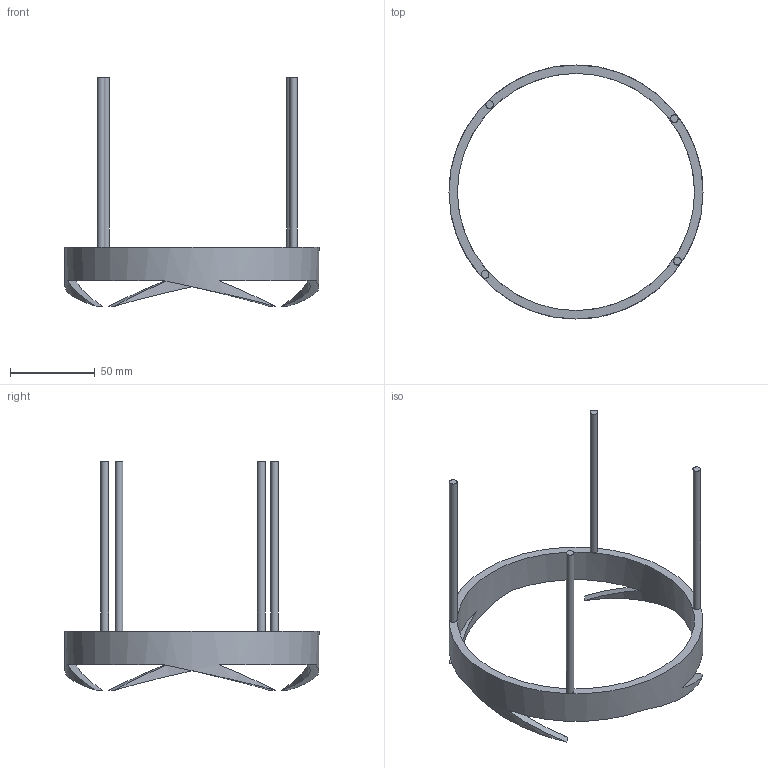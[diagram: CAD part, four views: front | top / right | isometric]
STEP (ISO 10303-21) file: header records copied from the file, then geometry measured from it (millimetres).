
FILE_DESCRIPTION(/* description */ (''),/* implementation_level */ '2;1');
FILE_NAME(/* name */ 'Upper_ring_M1.step',/* time_stamp */ '2024-07-13T17:21:18+05:30',/* author */ (''),/* organization */ (''),/* preprocessor_version */ 'ST-DEVELOPER v20',/* originating_system */ 'Autodesk Translation Framework v13.14.0.145',/* authorisation */ '');
FILE_SCHEMA (('AUTOMOTIVE_DESIGN { 1 0 10303 214 3 1 1 }'));
Length unit declared in the file: millimetre
Products named in the file (2): Upper_ring_M1; Upper_ring_M1_1
Assembly tree (1 placements, depth 2):
  Upper_ring_M1
    Upper_ring_M1_1
Bounding box: 150 x 150 x 135 mm (x, y, z)
Volume: 56575.7 mm3; surface area: 31965.6 mm2
Topology: 5 solids, 5 shells, 27 faces, 54 edges, 36 vertices
Faces by surface type: plane 13, bspline 8, cylinder 6
Full cylindrical faces by diameter (mm): 4.5 x4, 140 x1, 150 x1
Entity records: 947 total; most frequent: CARTESIAN_POINT 366, ORIENTED_EDGE 108, DIRECTION 98, EDGE_CURVE 54, AXIS2_PLACEMENT_3D 40, VERTEX_POINT 36, EDGE_LOOP 28, FACE_OUTER_BOUND 27
